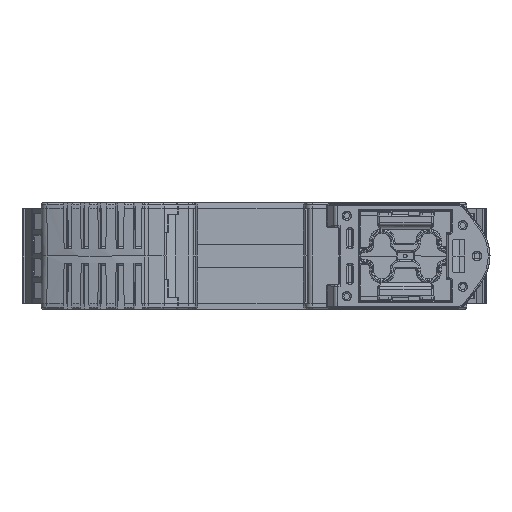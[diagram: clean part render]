
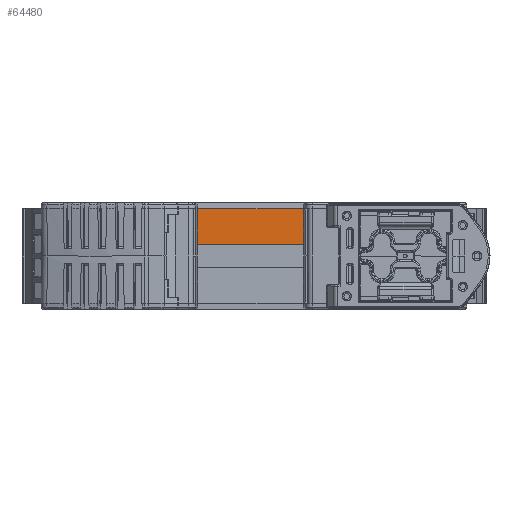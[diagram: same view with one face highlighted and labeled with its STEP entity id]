
A CAD part, left-side view. The second image highlights one B-rep face of the part: STEP entity #64480.
In plain terms, the highlighted planar face has unit normal (-1, 0, -0.009).
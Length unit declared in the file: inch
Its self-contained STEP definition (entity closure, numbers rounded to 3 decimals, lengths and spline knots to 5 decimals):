
#4009 = CARTESIAN_POINT ( 'NONE',  ( -1.82813, -0.41141, 0.09816 ) ) ;
#5023 = VECTOR ( 'NONE', #88509, 39.37008 ) ;
#8918 = CARTESIAN_POINT ( 'NONE',  ( -1.83071, -0.40915, 0.3937 ) ) ;
#11646 = DIRECTION ( 'NONE',  ( 0.009, -0.008, -1. ) ) ;
#15688 = CARTESIAN_POINT ( 'NONE',  ( -1.83071, 0.4688, 0.3937 ) ) ;
#15831 = CARTESIAN_POINT ( 'NONE',  ( -1.82727, 0.47181, 0. ) ) ;
#17932 = EDGE_CURVE ( 'NONE', #69833, #48043, #44844, .T. ) ;
#18348 = AXIS2_PLACEMENT_3D ( 'NONE', #15688, #50826, #76881 ) ;
#29268 = CARTESIAN_POINT ( 'NONE',  ( -1.82813, 0.4688, 0.09816 ) ) ;
#37681 = LINE ( 'NONE', #73402, #78238 ) ;
#41105 = EDGE_CURVE ( 'NONE', #67381, #91129, #55905, .T. ) ;
#42700 = CARTESIAN_POINT ( 'NONE',  ( -1.82813, 0.47106, 0.09816 ) ) ;
#44844 = LINE ( 'NONE', #61877, #5023 ) ;
#48043 = VERTEX_POINT ( 'NONE', #8918 ) ;
#49017 = ORIENTED_EDGE ( 'NONE', *, *, #83842, .F. ) ;
#50411 = DIRECTION ( 'NONE',  ( -0.009, -0.008, 1. ) ) ;
#50826 = DIRECTION ( 'NONE',  ( -1., 0., -0.009 ) ) ;
#55905 = LINE ( 'NONE', #29268, #83042 ) ;
#58936 = LINE ( 'NONE', #15831, #105161 ) ;
#61877 = CARTESIAN_POINT ( 'NONE',  ( -1.83071, 0.4688, 0.3937 ) ) ;
#64480 = ADVANCED_FACE ( 'NONE', ( #111442 ), #84298, .T. ) ;
#67381 = VERTEX_POINT ( 'NONE', #4009 ) ;
#68733 = ORIENTED_EDGE ( 'NONE', *, *, #41105, .F. ) ;
#69833 = VERTEX_POINT ( 'NONE', #102725 ) ;
#73402 = CARTESIAN_POINT ( 'NONE',  ( -1.83071, -0.40915, 0.3937 ) ) ;
#76881 = DIRECTION ( 'NONE',  ( 0.009, 0., -1. ) ) ;
#78238 = VECTOR ( 'NONE', #11646, 39.37008 ) ;
#83042 = VECTOR ( 'NONE', #89917, 39.37008 ) ;
#83842 = EDGE_CURVE ( 'NONE', #48043, #67381, #37681, .T. ) ;
#84298 = PLANE ( 'NONE',  #18348 ) ;
#84805 = EDGE_CURVE ( 'NONE', #91129, #69833, #58936, .T. ) ;
#87331 = ORIENTED_EDGE ( 'NONE', *, *, #17932, .F. ) ;
#88509 = DIRECTION ( 'NONE',  ( 0., -1., 0. ) ) ;
#89917 = DIRECTION ( 'NONE',  ( 0., 1., 0. ) ) ;
#91129 = VERTEX_POINT ( 'NONE', #42700 ) ;
#95219 = EDGE_LOOP ( 'NONE', ( #68733, #49017, #87331, #108471 ) ) ;
#102725 = CARTESIAN_POINT ( 'NONE',  ( -1.83071, 0.4688, 0.3937 ) ) ;
#105161 = VECTOR ( 'NONE', #50411, 39.37008 ) ;
#108471 = ORIENTED_EDGE ( 'NONE', *, *, #84805, .F. ) ;
#111442 = FACE_OUTER_BOUND ( 'NONE', #95219, .T. ) ;
